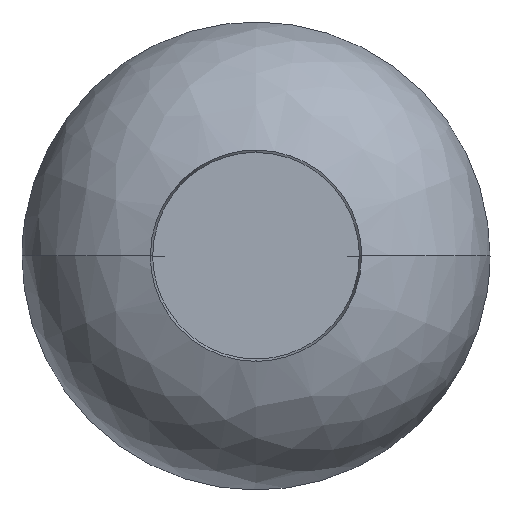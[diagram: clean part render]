
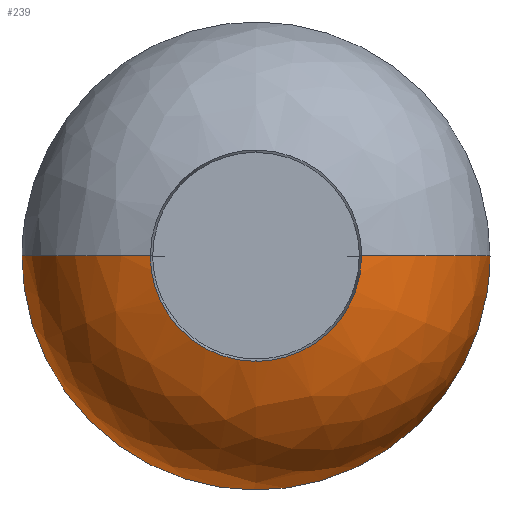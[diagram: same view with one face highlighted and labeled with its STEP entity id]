
A CAD part, top view. The second image highlights one B-rep face of the part: STEP entity #239.
In plain terms, the highlighted free-form (B-spline) face has degree [2, 3] with [5, 5] control points.
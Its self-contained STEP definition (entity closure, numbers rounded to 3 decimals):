
#239=ADVANCED_FACE('',(#532),#5143,.T.);
#532=FACE_OUTER_BOUND('',#825,.T.);
#825=EDGE_LOOP('',(#1123,#1124,#1125,#1126,#1127,#1128,#1129));
#1123=ORIENTED_EDGE('',*,*,#2869,.T.);
#1124=ORIENTED_EDGE('',*,*,#2870,.T.);
#1125=ORIENTED_EDGE('',*,*,#2846,.F.);
#1126=ORIENTED_EDGE('',*,*,#2845,.T.);
#1127=ORIENTED_EDGE('',*,*,#2851,.T.);
#1128=ORIENTED_EDGE('',*,*,#2854,.T.);
#1129=ORIENTED_EDGE('',*,*,#2857,.T.);
#2845=EDGE_CURVE('',#4572,#4574,#4540,.T.);
#2846=EDGE_CURVE('',#4572,#4571,#3704,.T.);
#2851=EDGE_CURVE('',#4574,#4576,#4545,.T.);
#2854=EDGE_CURVE('',#4576,#4578,#4548,.T.);
#2857=EDGE_CURVE('',#4578,#4580,#4551,.T.);
#2869=EDGE_CURVE('',#4580,#4586,#4563,.T.);
#2870=EDGE_CURVE('',#4586,#4571,#4564,.T.);
#3704=B_SPLINE_CURVE_WITH_KNOTS('',3,(#6180,#6181,#6182,#6183,#6184),
 .UNSPECIFIED.,.F.,.F.,(4,1,4),(41.658,62.455,124.91),
 .UNSPECIFIED.);
#4540=(
BOUNDED_CURVE()
B_SPLINE_CURVE(2,(#6177,#6178,#6179),.UNSPECIFIED.,.F.,.F.)
B_SPLINE_CURVE_WITH_KNOTS((3,3),(0.,196.35),.UNSPECIFIED.)
CURVE()
GEOMETRIC_REPRESENTATION_ITEM()
RATIONAL_B_SPLINE_CURVE((1.,0.707,1.))
REPRESENTATION_ITEM('')
);
#4545=(
BOUNDED_CURVE()
B_SPLINE_CURVE(2,(#6195,#6196,#6197),.UNSPECIFIED.,.F.,.F.)
B_SPLINE_CURVE_WITH_KNOTS((3,3),(196.35,196.35),
 .UNSPECIFIED.)
CURVE()
GEOMETRIC_REPRESENTATION_ITEM()
RATIONAL_B_SPLINE_CURVE((1.,1.,1.))
REPRESENTATION_ITEM('')
);
#4548=(
BOUNDED_CURVE()
B_SPLINE_CURVE(2,(#6213,#6214,#6215),.UNSPECIFIED.,.F.,.F.)
B_SPLINE_CURVE_WITH_KNOTS((3,3),(196.35,392.699),
 .UNSPECIFIED.)
CURVE()
GEOMETRIC_REPRESENTATION_ITEM()
RATIONAL_B_SPLINE_CURVE((1.,0.707,1.))
REPRESENTATION_ITEM('')
);
#4551=(
BOUNDED_CURVE()
B_SPLINE_CURVE(2,(#6222,#6223,#6224),.UNSPECIFIED.,.F.,.F.)
B_SPLINE_CURVE_WITH_KNOTS((3,3),(392.699,392.699),
 .UNSPECIFIED.)
CURVE()
GEOMETRIC_REPRESENTATION_ITEM()
RATIONAL_B_SPLINE_CURVE((1.,1.,1.))
REPRESENTATION_ITEM('')
);
#4563=(
BOUNDED_CURVE()
B_SPLINE_CURVE(3,(#6314,#6315,#6316,#6317,#6318),.UNSPECIFIED.,.F.,.F.)
B_SPLINE_CURVE_WITH_KNOTS((4,1,4),(41.658,62.455,124.91),
 .UNSPECIFIED.)
CURVE()
GEOMETRIC_REPRESENTATION_ITEM()
RATIONAL_B_SPLINE_CURVE((1.,1.,1.,1.,1.))
REPRESENTATION_ITEM('')
);
#4564=(
BOUNDED_CURVE()
B_SPLINE_CURVE(2,(#6319,#6320,#6321,#6322,#6323),.UNSPECIFIED.,.F.,.F.)
B_SPLINE_CURVE_WITH_KNOTS((3,2,3),(-392.699,-196.35,
0.),.UNSPECIFIED.)
CURVE()
GEOMETRIC_REPRESENTATION_ITEM()
RATIONAL_B_SPLINE_CURVE((1.,0.707,1.,0.707,1.))
REPRESENTATION_ITEM('')
);
#4571=VERTEX_POINT('',#6105);
#4572=VERTEX_POINT('',#6106);
#4574=VERTEX_POINT('',#6108);
#4576=VERTEX_POINT('',#6110);
#4578=VERTEX_POINT('',#6112);
#4580=VERTEX_POINT('',#6114);
#4586=VERTEX_POINT('',#6120);
#5143=(
BOUNDED_SURFACE()
B_SPLINE_SURFACE(2,3,((#5765,#5766,#5767,#5768,#5769),(#5770,#5771,#5772,
#5773,#5774),(#5775,#5776,#5777,#5778,#5779),(#5780,#5781,#5782,#5783,#5784),
(#5785,#5786,#5787,#5788,#5789)),.UNSPECIFIED.,.F.,.F.,.F.)
B_SPLINE_SURFACE_WITH_KNOTS((3,2,3),(4,1,4),(0.,196.35,392.699),
(0.,62.455,124.91),.UNSPECIFIED.)
GEOMETRIC_REPRESENTATION_ITEM()
RATIONAL_B_SPLINE_SURFACE(((1.,1.,1.,1.,1.),(0.707,0.707,
0.707,0.707,0.707),(1.,1.,1.,1.,1.),
(0.707,0.707,0.707,0.707,
0.707),(1.,1.,1.,1.,1.)))
REPRESENTATION_ITEM('')
SURFACE()
);
#5765=CARTESIAN_POINT('',(484.269,-10.885,302.502));
#5766=CARTESIAN_POINT('',(503.278,-10.885,302.502));
#5767=CARTESIAN_POINT('',(534.093,-10.885,300.565));
#5768=CARTESIAN_POINT('',(559.125,-10.885,269.902));
#5769=CARTESIAN_POINT('',(559.269,-10.885,245.99));
#5770=CARTESIAN_POINT('',(484.269,-10.885,302.502));
#5771=CARTESIAN_POINT('',(503.278,-29.894,302.502));
#5772=CARTESIAN_POINT('',(534.093,-60.709,300.565));
#5773=CARTESIAN_POINT('',(559.125,-85.741,269.902));
#5774=CARTESIAN_POINT('',(559.269,-85.885,245.99));
#5775=CARTESIAN_POINT('',(484.269,-10.885,302.502));
#5776=CARTESIAN_POINT('',(484.269,-29.894,302.502));
#5777=CARTESIAN_POINT('',(484.269,-60.709,300.565));
#5778=CARTESIAN_POINT('',(484.269,-85.741,269.902));
#5779=CARTESIAN_POINT('',(484.269,-85.885,245.99));
#5780=CARTESIAN_POINT('',(484.269,-10.885,302.502));
#5781=CARTESIAN_POINT('',(465.26,-29.894,302.502));
#5782=CARTESIAN_POINT('',(434.445,-60.709,300.565));
#5783=CARTESIAN_POINT('',(409.413,-85.741,269.902));
#5784=CARTESIAN_POINT('',(409.269,-85.885,245.99));
#5785=CARTESIAN_POINT('',(484.269,-10.885,302.502));
#5786=CARTESIAN_POINT('',(465.26,-10.885,302.502));
#5787=CARTESIAN_POINT('',(434.445,-10.885,300.565));
#5788=CARTESIAN_POINT('',(409.413,-10.885,269.902));
#5789=CARTESIAN_POINT('',(409.269,-10.885,245.99));
#6105=CARTESIAN_POINT('',(559.269,-10.885,245.99));
#6106=CARTESIAN_POINT('',(518.14,-10.885,299.366));
#6108=CARTESIAN_POINT('',(484.269,-44.755,299.366));
#6110=CARTESIAN_POINT('',(484.269,-44.755,299.366));
#6112=CARTESIAN_POINT('',(450.399,-10.885,299.366));
#6114=CARTESIAN_POINT('',(450.399,-10.885,299.366));
#6120=CARTESIAN_POINT('',(409.269,-10.885,245.99));
#6177=CARTESIAN_POINT('',(518.14,-10.885,299.366));
#6178=CARTESIAN_POINT('',(518.14,-44.755,299.366));
#6179=CARTESIAN_POINT('',(484.269,-44.755,299.366));
#6180=CARTESIAN_POINT('',(518.14,-10.885,299.366));
#6181=CARTESIAN_POINT('',(523.189,-10.885,298.015));
#6182=CARTESIAN_POINT('',(542.442,-10.885,290.339));
#6183=CARTESIAN_POINT('',(559.125,-10.885,269.902));
#6184=CARTESIAN_POINT('',(559.269,-10.885,245.99));
#6195=CARTESIAN_POINT('',(484.269,-44.755,299.366));
#6196=CARTESIAN_POINT('',(484.269,-44.755,299.366));
#6197=CARTESIAN_POINT('',(484.269,-44.755,299.366));
#6213=CARTESIAN_POINT('',(484.269,-44.755,299.366));
#6214=CARTESIAN_POINT('',(450.399,-44.755,299.366));
#6215=CARTESIAN_POINT('',(450.399,-10.885,299.366));
#6222=CARTESIAN_POINT('',(450.399,-10.885,299.366));
#6223=CARTESIAN_POINT('',(450.399,-10.885,299.366));
#6224=CARTESIAN_POINT('',(450.399,-10.885,299.366));
#6314=CARTESIAN_POINT('',(450.399,-10.885,299.366));
#6315=CARTESIAN_POINT('',(445.349,-10.885,298.015));
#6316=CARTESIAN_POINT('',(426.097,-10.885,290.339));
#6317=CARTESIAN_POINT('',(409.413,-10.885,269.902));
#6318=CARTESIAN_POINT('',(409.269,-10.885,245.99));
#6319=CARTESIAN_POINT('',(409.269,-10.885,245.99));
#6320=CARTESIAN_POINT('',(409.269,-85.885,245.99));
#6321=CARTESIAN_POINT('',(484.269,-85.885,245.99));
#6322=CARTESIAN_POINT('',(559.269,-85.885,245.99));
#6323=CARTESIAN_POINT('',(559.269,-10.885,245.99));
